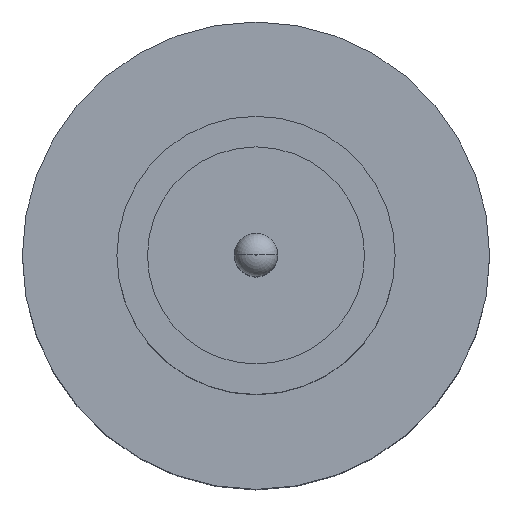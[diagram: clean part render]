
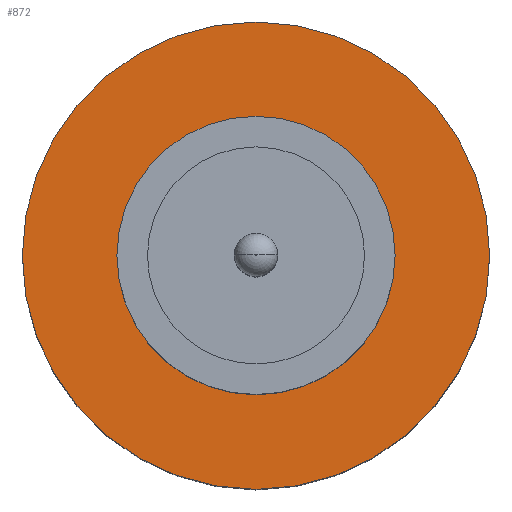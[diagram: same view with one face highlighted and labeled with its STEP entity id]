
A CAD part, top view. The second image highlights one B-rep face of the part: STEP entity #872.
In plain terms, the highlighted planar face has unit normal (0, 0, 1).
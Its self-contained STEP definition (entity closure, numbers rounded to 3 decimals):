
#14 = DIRECTION ( 'NONE',  ( 1., 0., 0. ) ) ;
#45 = CIRCLE ( 'NONE', #616, 1.25 ) ;
#63 = CARTESIAN_POINT ( 'NONE',  ( 0., 0., 1.55 ) ) ;
#81 = ORIENTED_EDGE ( 'NONE', *, *, #270, .F. ) ;
#84 = CIRCLE ( 'NONE', #642, 2.1 ) ;
#92 = VERTEX_POINT ( 'NONE', #720 ) ;
#115 = EDGE_LOOP ( 'NONE', ( #671, #365 ) ) ;
#121 = VERTEX_POINT ( 'NONE', #383 ) ;
#134 = CARTESIAN_POINT ( 'NONE',  ( 0., 0., 1.55 ) ) ;
#135 = ORIENTED_EDGE ( 'NONE', *, *, #648, .F. ) ;
#148 = EDGE_CURVE ( 'NONE', #92, #168, #361, .T. ) ;
#156 = AXIS2_PLACEMENT_3D ( 'NONE', #63, #558, #890 ) ;
#168 = VERTEX_POINT ( 'NONE', #894 ) ;
#270 = EDGE_CURVE ( 'NONE', #121, #403, #45, .T. ) ;
#338 = DIRECTION ( 'NONE',  ( 1., 0., 0. ) ) ;
#357 = EDGE_CURVE ( 'NONE', #168, #92, #84, .T. ) ;
#358 = DIRECTION ( 'NONE',  ( 0., 0., 1. ) ) ;
#361 = CIRCLE ( 'NONE', #156, 2.1 ) ;
#365 = ORIENTED_EDGE ( 'NONE', *, *, #357, .T. ) ;
#383 = CARTESIAN_POINT ( 'NONE',  ( 1.25, 0., 1.55 ) ) ;
#403 = VERTEX_POINT ( 'NONE', #719 ) ;
#407 = DIRECTION ( 'NONE',  ( 1., 0., 0. ) ) ;
#439 = CARTESIAN_POINT ( 'NONE',  ( 0., 0., 1.55 ) ) ;
#454 = AXIS2_PLACEMENT_3D ( 'NONE', #755, #817, #407 ) ;
#462 = CIRCLE ( 'NONE', #454, 1.25 ) ;
#480 = DIRECTION ( 'NONE',  ( 0., 0., 1. ) ) ;
#487 = PLANE ( 'NONE',  #784 ) ;
#558 = DIRECTION ( 'NONE',  ( 0., 0., 1. ) ) ;
#588 = DIRECTION ( 'NONE',  ( 0., 0., 1. ) ) ;
#608 = FACE_OUTER_BOUND ( 'NONE', #115, .T. ) ;
#616 = AXIS2_PLACEMENT_3D ( 'NONE', #782, #358, #643 ) ;
#617 = FACE_BOUND ( 'NONE', #770, .T. ) ;
#642 = AXIS2_PLACEMENT_3D ( 'NONE', #439, #588, #14 ) ;
#643 = DIRECTION ( 'NONE',  ( 1., 0., 0. ) ) ;
#648 = EDGE_CURVE ( 'NONE', #403, #121, #462, .T. ) ;
#671 = ORIENTED_EDGE ( 'NONE', *, *, #148, .T. ) ;
#719 = CARTESIAN_POINT ( 'NONE',  ( -1.25, 0., 1.55 ) ) ;
#720 = CARTESIAN_POINT ( 'NONE',  ( -2.1, 0., 1.55 ) ) ;
#755 = CARTESIAN_POINT ( 'NONE',  ( 0., 0., 1.55 ) ) ;
#770 = EDGE_LOOP ( 'NONE', ( #81, #135 ) ) ;
#782 = CARTESIAN_POINT ( 'NONE',  ( 0., 0., 1.55 ) ) ;
#784 = AXIS2_PLACEMENT_3D ( 'NONE', #134, #480, #338 ) ;
#817 = DIRECTION ( 'NONE',  ( 0., 0., 1. ) ) ;
#872 = ADVANCED_FACE ( 'NONE', ( #617, #608 ), #487, .T. ) ;
#890 = DIRECTION ( 'NONE',  ( 1., 0., 0. ) ) ;
#894 = CARTESIAN_POINT ( 'NONE',  ( 2.1, 0., 1.55 ) ) ;
